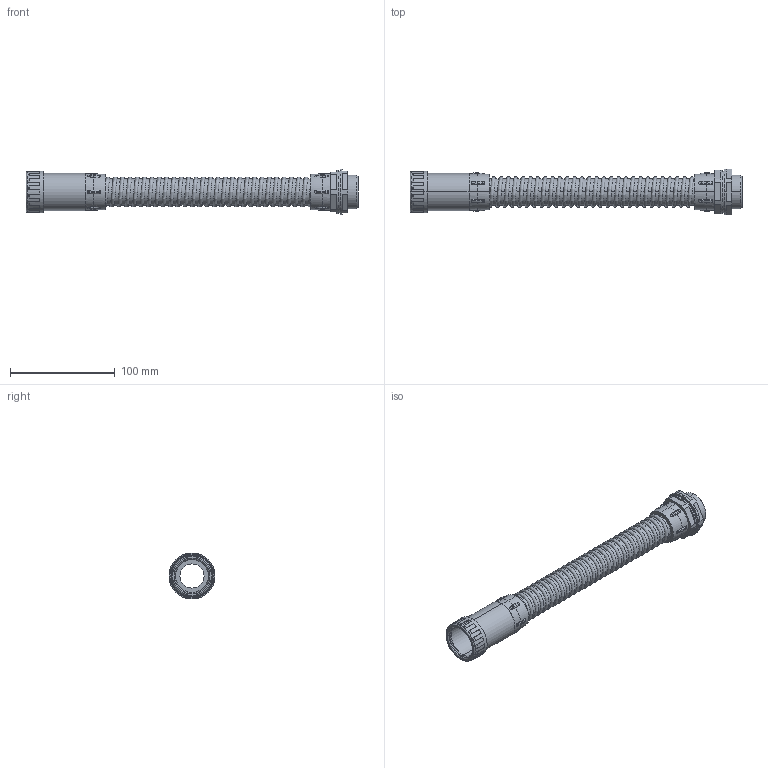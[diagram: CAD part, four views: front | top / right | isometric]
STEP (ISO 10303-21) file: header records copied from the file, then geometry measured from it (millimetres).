
FILE_DESCRIPTION (( 'STEP AP214' ), '1' );
FILE_NAME ('CTA10D-CXS32-K41-025 Ìóôòà ãèáêàÿ òðóáà-êîðîáêà CXS32 IP65.STEP', '2016-06-22T13:00:51', ( '' ), ( '' ), 'SwSTEP 2.0', 'SolidWorks 2014', '' );
FILE_SCHEMA (( 'AUTOMOTIVE_DESIGN' ));
Length unit declared in the file: millimetre
Products named in the file (1): CTA10D-CXS32-K41-025 Ìóôòà ãèáêàÿ òðóáà-êîðîáêà CXS32 IP65
Bounding box: 316.7 x 43.8 x 43.8 mm (x, y, z)
Volume: 84390.7 mm3; surface area: 64672.2 mm2
Topology: 1 solids, 4 shells, 350 faces, 959 edges, 602 vertices
Faces by surface type: plane 113, cylinder 102, bspline 61, torus 56, cone 18
Entity records: 25124 total; most frequent: CARTESIAN_POINT 16945, ORIENTED_EDGE 1870, DIRECTION 1535, EDGE_CURVE 935, AXIS2_PLACEMENT_3D 626, VERTEX_POINT 602, EDGE_LOOP 367, ADVANCED_FACE 350
